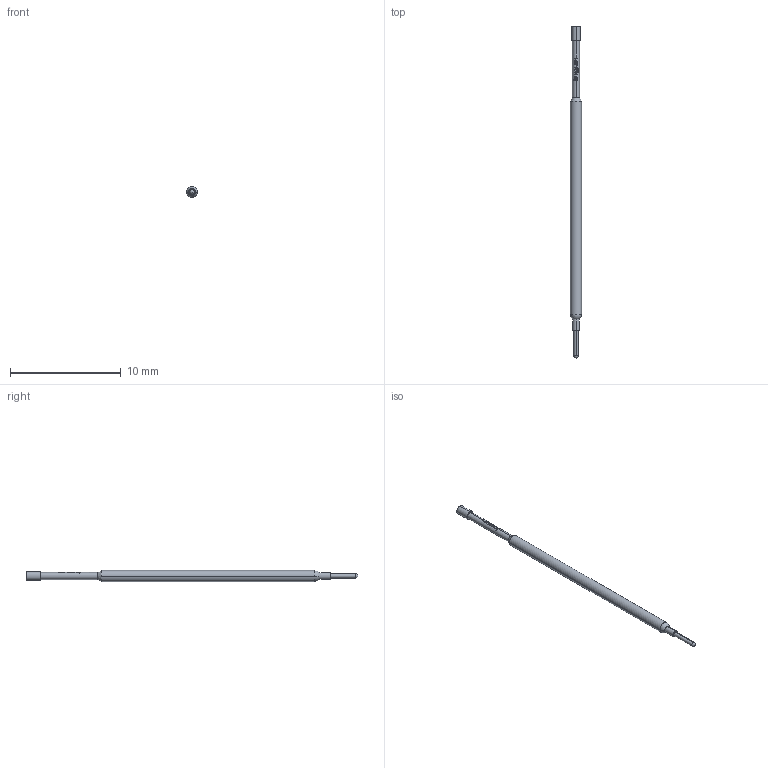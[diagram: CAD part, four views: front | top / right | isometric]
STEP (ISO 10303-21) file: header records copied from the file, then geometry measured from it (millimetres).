
FILE_DESCRIPTION (( 'STEP AP203' ), '1' );
FILE_NAME ('INGUN_SKS-075_302_080_A_xx00_A.STEP', '2022-02-17T07:16:29', ( 'ochi' ), ( '' ), 'SwSTEP 2.0', 'SolidWorks 2018', '' );
FILE_SCHEMA (( 'CONFIG_CONTROL_DESIGN' ));
Length unit declared in the file: millimetre
Products named in the file (1): INGUN_SKS-075_302_080_A_xx00_A
Bounding box: 1 x 30 x 1 mm (x, y, z)
Volume: 18.4 mm3; surface area: 82.3 mm2
Topology: 1 solids, 1 shells, 91 faces, 258 edges, 170 vertices
Faces by surface type: plane 44, bspline 22, cylinder 20, sphere 3, cone 2
Entity records: 3156 total; most frequent: CARTESIAN_POINT 909, ORIENTED_EDGE 502, DIRECTION 389, EDGE_CURVE 251, VERTEX_POINT 166, AXIS2_PLACEMENT_3D 154, EDGE_LOOP 95, FACE_OUTER_BOUND 91
